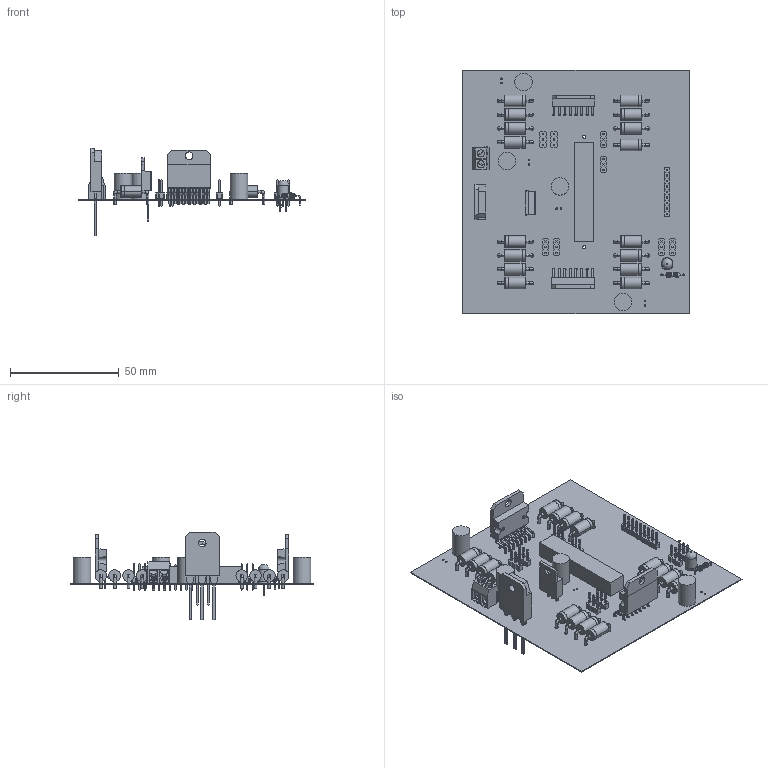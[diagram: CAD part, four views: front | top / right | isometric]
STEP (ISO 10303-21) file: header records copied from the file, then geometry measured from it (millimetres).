
FILE_DESCRIPTION(('Open CASCADE Model'),'2;1');
FILE_NAME('Open CASCADE Shape Model','2022-06-15T20:25:56',('Author'),( 'Open CASCADE'),'Open CASCADE STEP processor 6.8','Open CASCADE 6.8' ,'Unknown');
FILE_SCHEMA(('AUTOMOTIVE_DESIGN { 1 0 10303 214 1 1 1 1 }'));
Length unit declared in the file: millimetre
Products named in the file (61): PCB; Board; Open CASCADE STEP translator 6.8 2.1.1; R2; 8621058528; Extruded; R1; SW3dPS-RESISTOR,_0.25_W,_0.4_IN_LEAD_PITCH; Q1; TO-3P; P1; User_Library-Terminal-Screw-3A-2way; J8; User_Library-PinHeaderX3; User_Library-PinHeaderX3_PinHeader_Body_1; User_Library-PinHeaderX3_PinHeader_Pins_1; J7; J6; J5; J4; J3; J2; J1; IC3; SW3dPS-TO220AB; IC2; User_Library-MULTIWAT_T15; IC1; D17; LED_5mm_Green; D16; User_Library-BYW98; D15; D14; D13; D12; D11; D10; D9; D8 ...
Assembly tree (92 placements, depth 4):
  PCB
    Board
      Open CASCADE STEP translator 6.8 2.1.1
    R2
      8621058528
        Extruded
    R1
      SW3dPS-RESISTOR,_0.25_W,_0.4_IN_LEAD_PITCH
    Q1
      TO-3P
    P1
      User_Library-Terminal-Screw-3A-2way
    J8
      User_Library-PinHeaderX3
        User_Library-PinHeaderX3_PinHeader_Body_1
        User_Library-PinHeaderX3_PinHeader_Pins_1
    J7
      User_Library-PinHeaderX3
        User_Library-PinHeaderX3_PinHeader_Body_1
        User_Library-PinHeaderX3_PinHeader_Pins_1
    J6
      User_Library-PinHeaderX3
        User_Library-PinHeaderX3_PinHeader_Body_1
        User_Library-PinHeaderX3_PinHeader_Pins_1
    J5
      User_Library-PinHeaderX3
        User_Library-PinHeaderX3_PinHeader_Body_1
        User_Library-PinHeaderX3_PinHeader_Pins_1
    J4
      User_Library-PinHeaderX3
        User_Library-PinHeaderX3_PinHeader_Body_1
        User_Library-PinHeaderX3_PinHeader_Pins_1
    J3
      User_Library-PinHeaderX3
        User_Library-PinHeaderX3_PinHeader_Body_1
        User_Library-PinHeaderX3_PinHeader_Pins_1
    J2
      User_Library-PinHeaderX3
        User_Library-PinHeaderX3_PinHeader_Body_1
        User_Library-PinHeaderX3_PinHeader_Pins_1
    J1
      User_Library-PinHeaderX3
        User_Library-PinHeaderX3_PinHeader_Body_1
        User_Library-PinHeaderX3_PinHeader_Pins_1
    IC3
      SW3dPS-TO220AB
    IC2
      User_Library-MULTIWAT_T15
    IC1
      User_Library-MULTIWAT_T15
    D17
      LED_5mm_Green
    D16
      User_Library-BYW98
    D15
      User_Library-BYW98
    D14
      User_Library-BYW98
    D13
      User_Library-BYW98
Bounding box: 104.14 x 111.76 x 40.3 mm (x, y, z)
Volume: 19944.2 mm3; surface area: 39862 mm2
Topology: 63 solids, 63 shells, 2066 faces, 5136 edges, 3283 vertices
Faces by surface type: plane 1429, cylinder 548, torus 84, cone 4, bspline 1
Full cylindrical faces by diameter (mm): 0.787 x2, 0.8 x8, 0.991 x3, 1 x40, 1.02 x24, 1.1 x9, 1.3 x2, 1.5 x37, 5 x1, 8 x4
Entity records: 34721 total; most frequent: CARTESIAN_POINT 5083, DIRECTION 5038, ORIENTED_EDGE 4856, EDGE_CURVE 2428, LINE 1820, VECTOR 1820, AXIS2_PLACEMENT_3D 1609, VERTEX_POINT 1595
